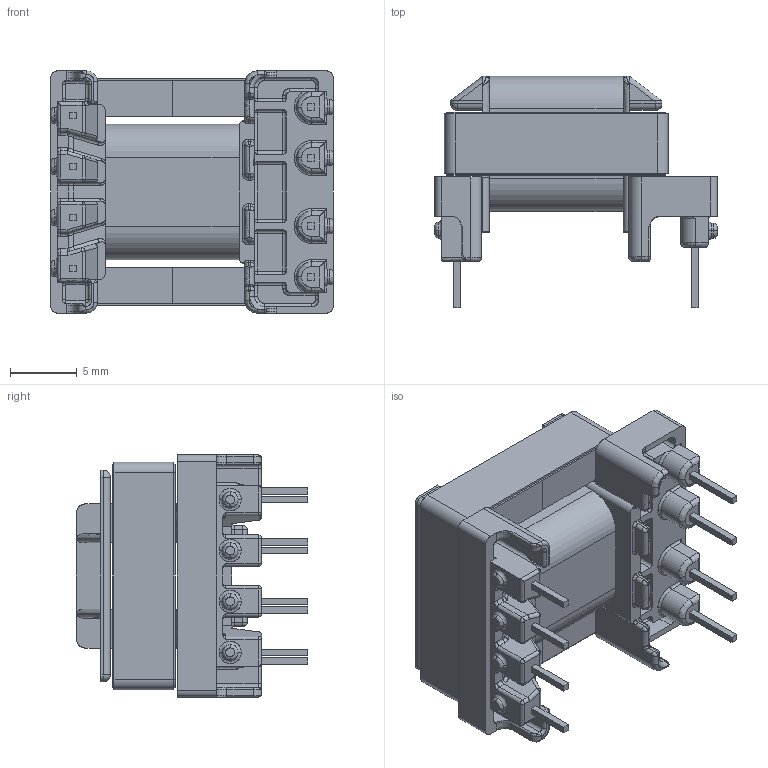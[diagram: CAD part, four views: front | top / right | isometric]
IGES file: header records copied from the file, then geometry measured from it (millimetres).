
Start section: SolidWorks IGES file using analytic representation for surfaces
Global section: file name: EE16-8-5_5405.IGS; native system: SolidWorks 2017; preprocessor: SolidWorks 2017; author: e.wtnpm; date: 210630.152420; units: millimetre
Bounding box: 21.11 x 17.31 x 18.1 mm (x, y, z)
Surface area: 4405.2 mm2 (no closed solid volume)
Topology: 0 solids, 0 shells, 782 faces, 5406 edges, 5350 vertices
Faces by surface type: bspline 435, revolution 347
